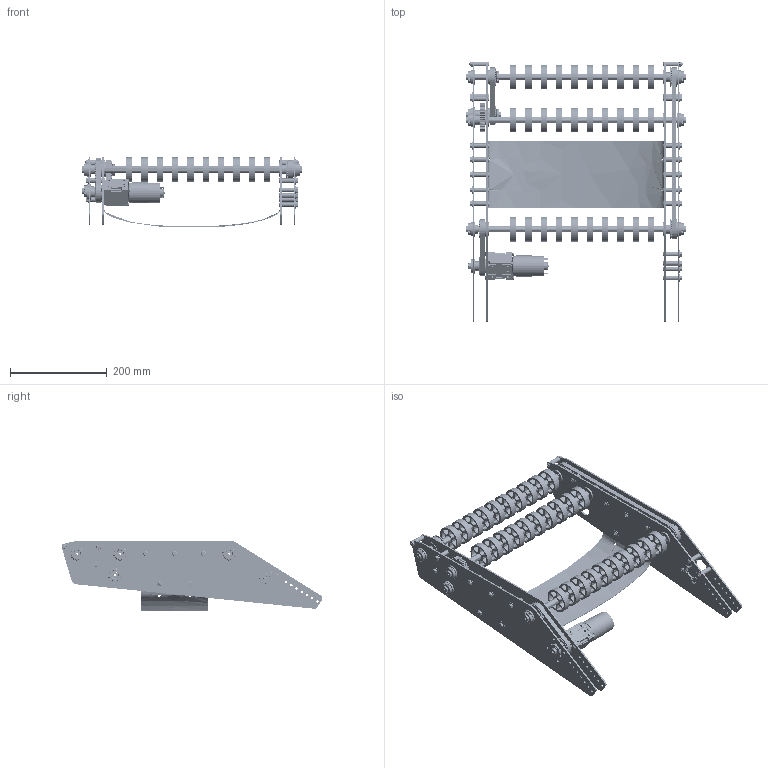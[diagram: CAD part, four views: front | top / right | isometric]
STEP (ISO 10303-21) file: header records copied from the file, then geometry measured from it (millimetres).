
FILE_DESCRIPTION (( 'STEP AP214' ), '1' );
FILE_NAME ('WCP-0939 - Everybot Intake.step', '2023-01-25T20:17:38', ( '' ), ( '' ), 'SwSTEP 2.0', 'SolidWorks 2020', '' );
FILE_SCHEMA (( 'AUTOMOTIVE_DESIGN' ));
Length unit declared in the file: inch
Products named in the file (21): WCP-0786_03125L_500_hex; WCP-0785_0_500_flanged_thunderhex_bearing; WCP-0523 Rev1; WCP-0788_125L_500_hex; 04_BACKSTOP; WCP-0606 Rev2; WCP-0617 Rev1; WCP-0787_0625L_500_hex; WCP-0326 Rev1; WCP-0789_250L_500_hex; v2_versa_planetary_1_stage; WCP-0939 - Everybot Intake; WCP-0204 Rev1; WCP-0799 Rev1; 04_INTAKE_ROLLER_SHAFT; WCP-0636 Rev1; WCP-0939 Rev1; 04_CLUSTER_SHAFT; 10-32 BHCS - No Thread_WCP-0257 - 1.500; WCP-0709 Rev1; WCP-0813 Rev1
Assembly tree (187 placements, depth 2):
  WCP-0939 - Everybot Intake
    WCP-0939 Rev1  x4
    04_INTAKE_ROLLER_SHAFT  x3
    WCP-0785_0_500_flanged_thunderhex_bearing  x15
    04_BACKSTOP
    WCP-0606 Rev2  x6
    WCP-0799 Rev1  x9
    WCP-0709 Rev1  x2
    04_CLUSTER_SHAFT
    v2_versa_planetary_1_stage
    WCP-0204 Rev1  x20
    10-32 BHCS - No Thread_WCP-0257 - 1.500  x22
    WCP-0326 Rev1  x20
    WCP-0523 Rev1  x36
    WCP-0789_250L_500_hex  x6
    WCP-0786_03125L_500_hex  x4
    WCP-0787_0625L_500_hex
    WCP-0788_125L_500_hex  x3
    WCP-0617 Rev1  x2
    WCP-0636 Rev1
    WCP-0813 Rev1  x30
Bounding box: 454.03 x 540.32 x 146.3 mm (x, y, z)
Volume: 1759611 mm3; surface area: 1128644.3 mm2
Topology: 234 solids, 234 shells, 11446 faces, 30545 edges, 19843 vertices
Faces by surface type: cylinder 6068, plane 3249, cone 1023, bspline 978, torus 128
Entity records: 208986 total; most frequent: CARTESIAN_POINT 100055, ORIENTED_EDGE 16680, DIRECTION 15215, EDGE_CURVE 8340, AXIS2_PLACEMENT_3D 5866, VERTEX_POINT 5437, VECTOR 3483, LINE 3483
